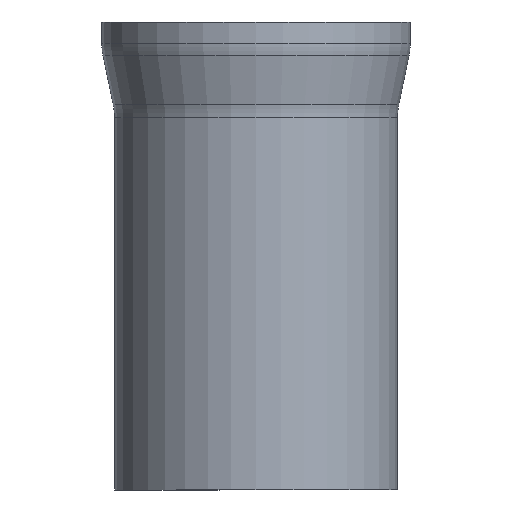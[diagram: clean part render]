
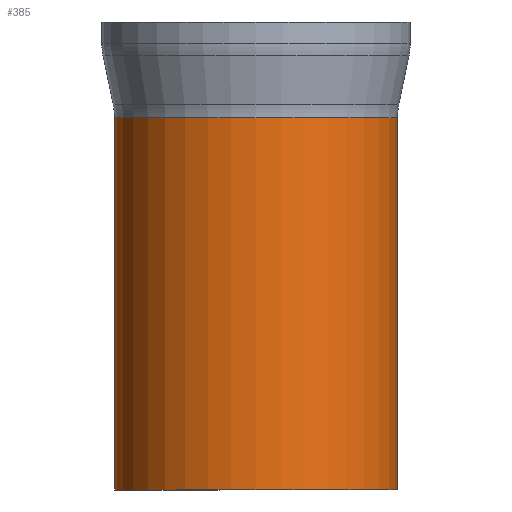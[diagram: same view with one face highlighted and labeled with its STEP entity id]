
A CAD part, front view. The second image highlights one B-rep face of the part: STEP entity #385.
In plain terms, the highlighted cylindrical face has radius 665 mm (diameter 1330 mm), a full revolution.
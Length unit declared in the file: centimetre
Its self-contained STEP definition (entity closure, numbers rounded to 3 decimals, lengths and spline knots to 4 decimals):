
#43=CYLINDRICAL_SURFACE('',#471,66.5);
#59=FACE_OUTER_BOUND('',#85,.T.);
#85=EDGE_LOOP('',(#303,#304,#305,#306,#307));
#98=CIRCLE('',#437,66.5);
#120=CIRCLE('',#469,66.5);
#121=CIRCLE('',#470,66.5);
#146=VERTEX_POINT('',#680);
#164=VERTEX_POINT('',#734);
#165=VERTEX_POINT('',#736);
#186=EDGE_CURVE('',#146,#146,#98,.T.);
#213=EDGE_CURVE('',#165,#164,#120,.T.);
#214=EDGE_CURVE('',#164,#165,#121,.T.);
#215=EDGE_CURVE('',#146,#165,#410,.T.);
#303=ORIENTED_EDGE('',*,*,#186,.F.);
#304=ORIENTED_EDGE('',*,*,#215,.T.);
#305=ORIENTED_EDGE('',*,*,#213,.T.);
#306=ORIENTED_EDGE('',*,*,#214,.T.);
#307=ORIENTED_EDGE('',*,*,#215,.F.);
#385=ADVANCED_FACE('',(#59),#43,.T.);
#410=LINE('',#740,#425);
#425=VECTOR('',#591,66.5);
#437=AXIS2_PLACEMENT_3D('',#681,#516,#517);
#469=AXIS2_PLACEMENT_3D('',#737,#585,#586);
#470=AXIS2_PLACEMENT_3D('',#738,#587,#588);
#471=AXIS2_PLACEMENT_3D('',#739,#589,#590);
#516=DIRECTION('center_axis',(0.,0.,
-1.));
#517=DIRECTION('ref_axis',(1.,0.,0.));
#585=DIRECTION('center_axis',(0.,0.,
-1.));
#586=DIRECTION('ref_axis',(1.,0.,0.));
#587=DIRECTION('center_axis',(0.,0.,
-1.));
#588=DIRECTION('ref_axis',(1.,0.,0.));
#589=DIRECTION('center_axis',(0.,0.,
-1.));
#590=DIRECTION('ref_axis',(1.,0.,0.));
#591=DIRECTION('',(0.,0.,1.));
#680=CARTESIAN_POINT('',(-66.5,0.,0.));
#681=CARTESIAN_POINT('Origin',(0.,0.,0.));
#734=CARTESIAN_POINT('',(0.,-66.5,175.));
#736=CARTESIAN_POINT('',(-66.5,0.,175.));
#737=CARTESIAN_POINT('Origin',(0.,0.,
175.));
#738=CARTESIAN_POINT('Origin',(0.,0.,
175.));
#739=CARTESIAN_POINT('Origin',(0.,0.,
87.5));
#740=CARTESIAN_POINT('',(-66.5,0.,87.5));
